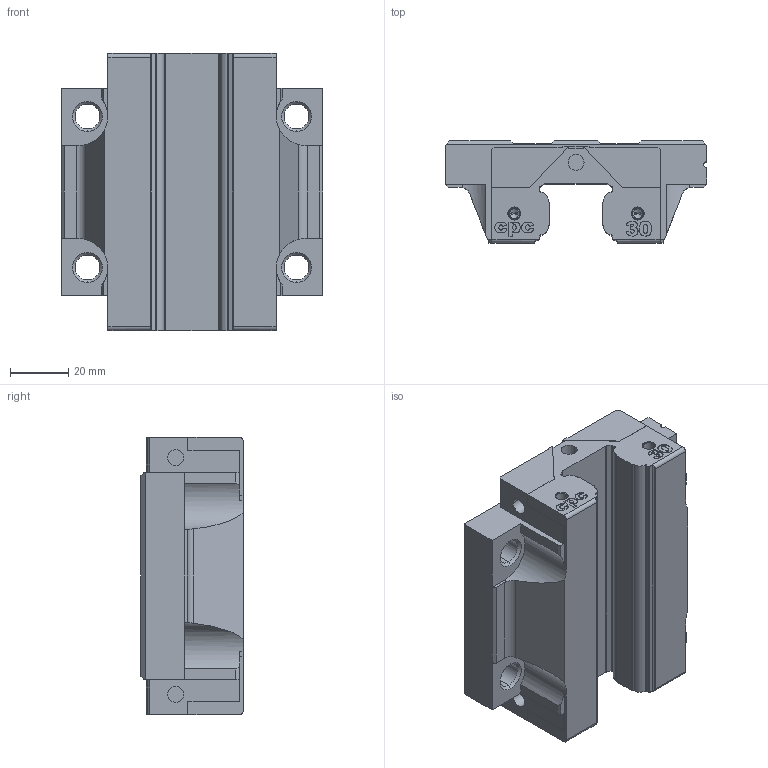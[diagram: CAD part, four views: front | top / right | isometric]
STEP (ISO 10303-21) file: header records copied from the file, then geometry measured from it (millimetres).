
FILE_DESCRIPTION (( 'STEP AP203' ), '1' );
FILE_NAME ('HRC30FN-block.STEP', '2014-10-17T09:07:01', ( 'T1000' ), ( '' ), 'SwSTEP 2.0', 'SolidWorks 2010', '' );
FILE_SCHEMA (( 'CONFIG_CONTROL_DESIGN' ));
Length unit declared in the file: millimetre
Products named in the file (1): HRC30FN-block
Bounding box: 90 x 35.2 x 95.5 mm (x, y, z)
Volume: 187558.4 mm3; surface area: 32517 mm2
Topology: 1 solids, 1 shells, 400 faces, 1064 edges, 690 vertices
Faces by surface type: plane 179, bspline 108, cylinder 81, cone 32
Entity records: 20954 total; most frequent: CARTESIAN_POINT 11592, ORIENTED_EDGE 2112, DIRECTION 1590, EDGE_CURVE 1056, VERTEX_POINT 690, VECTOR 628, LINE 628, AXIS2_PLACEMENT_3D 481
